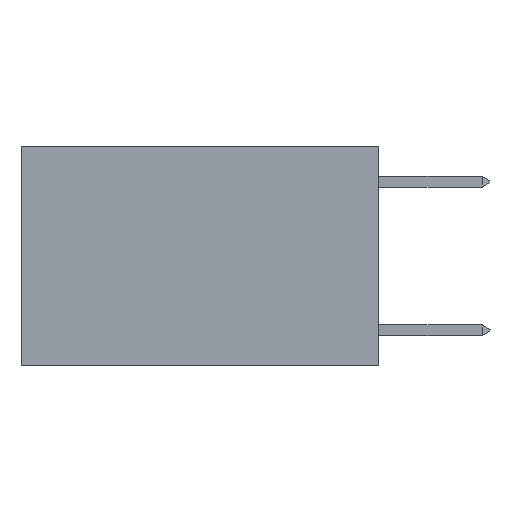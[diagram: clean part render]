
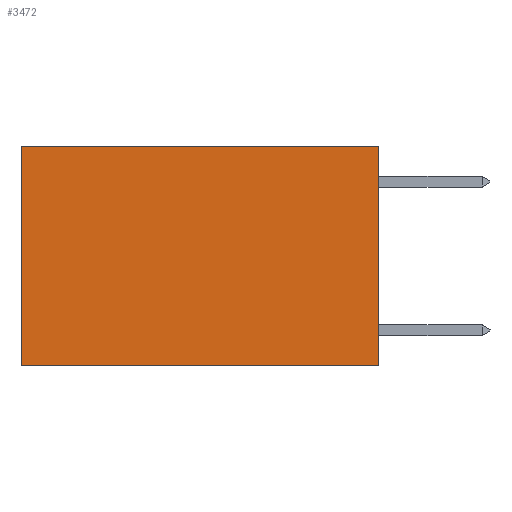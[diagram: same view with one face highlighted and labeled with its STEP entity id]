
A CAD part, left-side view. The second image highlights one B-rep face of the part: STEP entity #3472.
In plain terms, the highlighted planar face has unit normal (-1, 0, 0).
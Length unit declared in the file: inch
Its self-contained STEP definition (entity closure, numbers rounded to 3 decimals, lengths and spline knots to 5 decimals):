
#204 = ORIENTED_EDGE ( 'NONE', *, *, #6391, .F. ) ;
#693 = EDGE_CURVE ( 'NONE', #3244, #5910, #6747, .T. ) ;
#972 = EDGE_CURVE ( 'NONE', #11172, #5910, #2041, .T. ) ;
#1127 = CARTESIAN_POINT ( 'NONE',  ( 0.2625, 0.6, 0. ) ) ;
#1231 = CARTESIAN_POINT ( 'NONE',  ( 0.2625, 0.6, -0.37 ) ) ;
#1785 = CARTESIAN_POINT ( 'NONE',  ( 0.2625, 0., 0. ) ) ;
#2041 = LINE ( 'NONE', #10474, #12246 ) ;
#2122 = AXIS2_PLACEMENT_3D ( 'NONE', #1785, #8324, #11468 ) ;
#2586 = DIRECTION ( 'NONE',  ( 0., 1., 0. ) ) ;
#2924 = CARTESIAN_POINT ( 'NONE',  ( 0.2625, 0., 0. ) ) ;
#3244 = VERTEX_POINT ( 'NONE', #7665 ) ;
#3472 = ADVANCED_FACE ( 'NONE', ( #8012 ), #9407, .F. ) ;
#3879 = EDGE_CURVE ( 'NONE', #5977, #11172, #6006, .T. ) ;
#4317 = VECTOR ( 'NONE', #2586, 39.37008 ) ;
#5910 = VERTEX_POINT ( 'NONE', #1231 ) ;
#5977 = VERTEX_POINT ( 'NONE', #7213 ) ;
#6006 = LINE ( 'NONE', #8979, #4317 ) ;
#6323 = VECTOR ( 'NONE', #7623, 39.37008 ) ;
#6391 = EDGE_CURVE ( 'NONE', #5977, #3244, #11993, .T. ) ;
#6747 = LINE ( 'NONE', #7800, #8089 ) ;
#7213 = CARTESIAN_POINT ( 'NONE',  ( 0.2625, 0., 0. ) ) ;
#7623 = DIRECTION ( 'NONE',  ( 0., 0., -1. ) ) ;
#7665 = CARTESIAN_POINT ( 'NONE',  ( 0.2625, 0., -0.37 ) ) ;
#7800 = CARTESIAN_POINT ( 'NONE',  ( 0.2625, 0., -0.37 ) ) ;
#8012 = FACE_OUTER_BOUND ( 'NONE', #10793, .T. ) ;
#8089 = VECTOR ( 'NONE', #8742, 39.37008 ) ;
#8324 = DIRECTION ( 'NONE',  ( 1., 0., 0. ) ) ;
#8742 = DIRECTION ( 'NONE',  ( 0., 1., 0. ) ) ;
#8979 = CARTESIAN_POINT ( 'NONE',  ( 0.2625, 0., 0. ) ) ;
#9182 = ORIENTED_EDGE ( 'NONE', *, *, #3879, .T. ) ;
#9407 = PLANE ( 'NONE',  #2122 ) ;
#10474 = CARTESIAN_POINT ( 'NONE',  ( 0.2625, 0.6, 0. ) ) ;
#10719 = ORIENTED_EDGE ( 'NONE', *, *, #693, .F. ) ;
#10793 = EDGE_LOOP ( 'NONE', ( #11782, #10719, #204, #9182 ) ) ;
#10807 = DIRECTION ( 'NONE',  ( 0., 0., -1. ) ) ;
#11172 = VERTEX_POINT ( 'NONE', #1127 ) ;
#11468 = DIRECTION ( 'NONE',  ( 0., 0., -1. ) ) ;
#11782 = ORIENTED_EDGE ( 'NONE', *, *, #972, .T. ) ;
#11993 = LINE ( 'NONE', #2924, #6323 ) ;
#12246 = VECTOR ( 'NONE', #10807, 39.37008 ) ;
